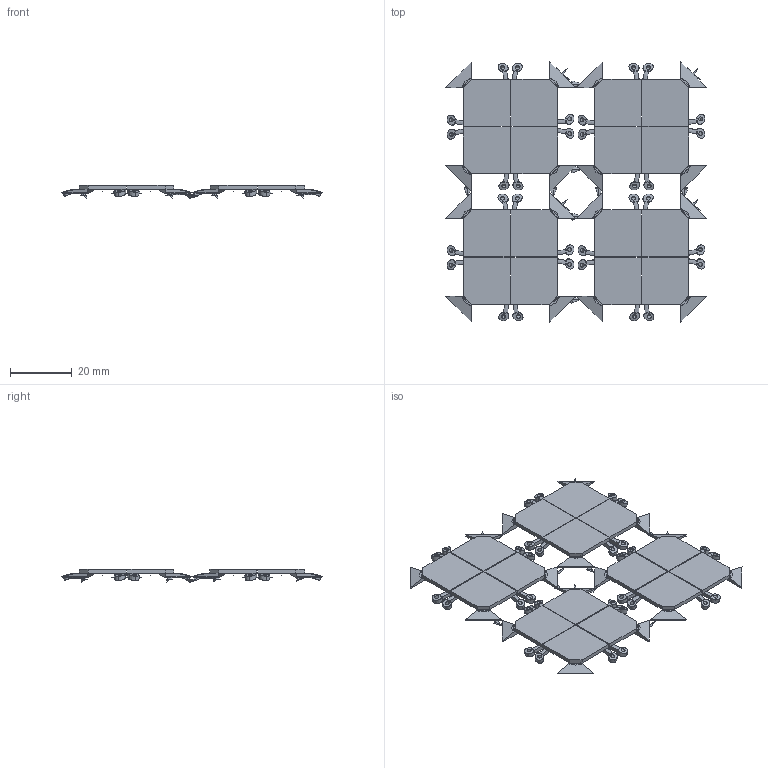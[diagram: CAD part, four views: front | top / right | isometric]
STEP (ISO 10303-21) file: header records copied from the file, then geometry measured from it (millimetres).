
FILE_DESCRIPTION(/* description */ (''),/* implementation_level */ '2;1');
FILE_NAME(/* name */ 'buttons',/* time_stamp */ '2015-05-15T18:05:30-07:00',/* author */ (''),/* organization */ (''),/* preprocessor_version */ 'ST-DEVELOPER v15',/* originating_system */ '',/* authorisation */ '');
FILE_SCHEMA (('AUTOMOTIVE_DESIGN'));
Length unit declared in the file: millimetre
Products named in the file (1): Document
Bounding box: 84.6 x 84.43 x 4.24 mm (x, y, z)
Volume: 8046.1 mm3
Topology: 100 solids, 164 shells, 1072 faces, 2544 edges, 1472 vertices
Faces by surface type: bspline 848, plane 224
Entity records: 42671 total; most frequent: CARTESIAN_POINT 26467, ORIENTED_EDGE 4464, EDGE_CURVE 2424, B_SPLINE_CURVE_WITH_KNOTS 1880, VERTEX_POINT 1488, EDGE_LOOP 1136, ADVANCED_FACE 1072, FACE_OUTER_BOUND 1072
